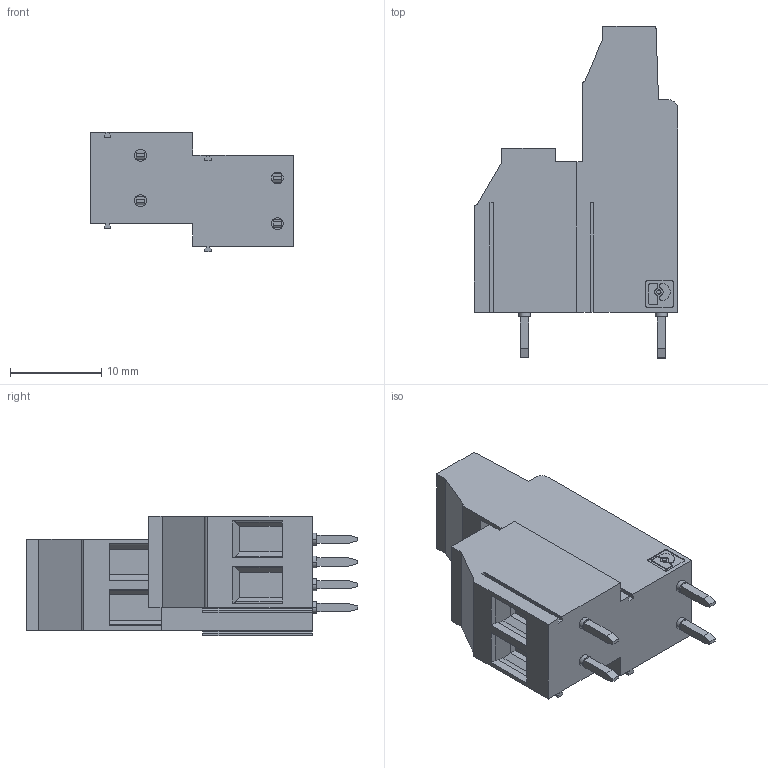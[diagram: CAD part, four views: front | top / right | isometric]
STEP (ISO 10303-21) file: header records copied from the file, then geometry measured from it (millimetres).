
FILE_DESCRIPTION(('STEP AP214'),'1');
FILE_NAME('1721029.stp','2015-09-14T18:13:40',('TraceParts'),('TraceParts S.A.'),'Spatial InterOp 3D',' ',' ');
FILE_SCHEMA(('automotive_design'));
Length unit declared in the file: millimetre
Products named in the file (1): mkkds_3-2|1#mkkds_3-2;mkkds_3-2
Bounding box: 22.3 x 36.4 x 13.07 mm (x, y, z)
Volume: 4695.2 mm3; surface area: 2678.6 mm2
Topology: 1 solids, 1 shells, 246 faces, 638 edges, 416 vertices
Faces by surface type: plane 186, cylinder 60
Entity records: 9656 total; most frequent: CARTESIAN_POINT 1505, DIRECTION 1276, ORIENTED_EDGE 1276, EDGE_CURVE 638, LINE 490, VECTOR 490, VERTEX_POINT 416, AXIS2_PLACEMENT_3D 393
